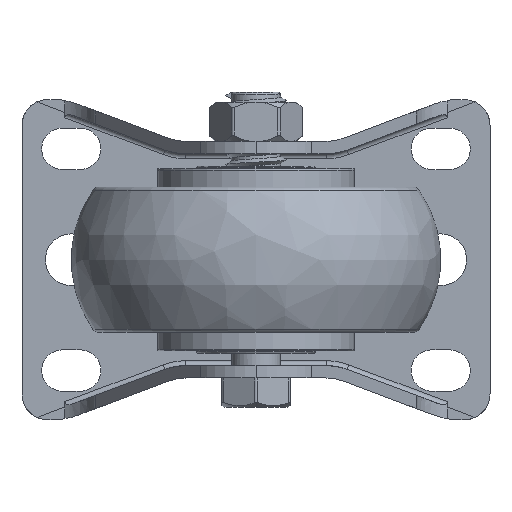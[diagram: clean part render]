
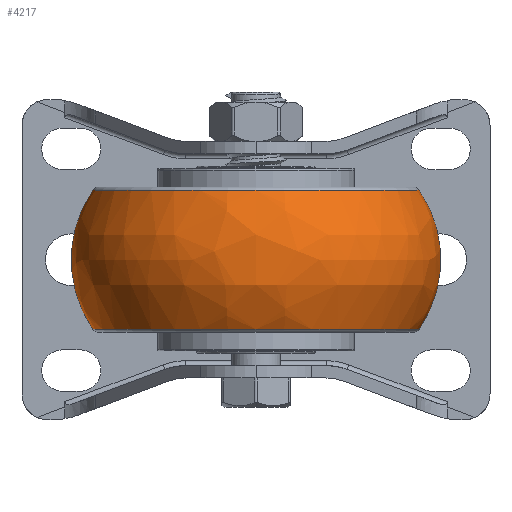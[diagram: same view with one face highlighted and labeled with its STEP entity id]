
A CAD part, front view. The second image highlights one B-rep face of the part: STEP entity #4217.
In plain terms, the highlighted free-form (B-spline) face has degree [3, 3] with [7, 4] control points.
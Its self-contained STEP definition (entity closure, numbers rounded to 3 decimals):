
#3628=CARTESIAN_POINT('',(0.,14.134,0.));
#3629=DIRECTION('',(0.,1.,0.));
#3630=DIRECTION('',(1.,0.,0.));
#3631=AXIS2_PLACEMENT_3D('',#3628,#3629,#3630);
#3633=CARTESIAN_POINT('',(-12.57,0.,0.));
#3634=DIRECTION('',(0.,0.,1.));
#3635=DIRECTION('',(-0.824,0.567,0.));
#3636=AXIS2_PLACEMENT_3D('',#3633,#3634,#3635);
#3638=CARTESIAN_POINT('',(0.,-14.134,0.));
#3639=DIRECTION('',(0.,-1.,0.));
#3640=DIRECTION('',(-1.,0.,0.));
#3641=AXIS2_PLACEMENT_3D('',#3638,#3639,#3640);
#3643=CARTESIAN_POINT('',(12.57,0.,0.));
#3644=DIRECTION('',(0.,0.,1.));
#3645=DIRECTION('',(0.824,-0.567,0.));
#3646=AXIS2_PLACEMENT_3D('',#3643,#3644,#3645);
#3735=CARTESIAN_POINT('',(-33.106,14.134,0.));
#3736=CARTESIAN_POINT('',(33.106,14.134,0.));
#3737=VERTEX_POINT('',#3735);
#3738=VERTEX_POINT('',#3736);
#3743=CARTESIAN_POINT('',(33.106,-14.134,0.));
#3744=CARTESIAN_POINT('',(-33.106,-14.134,
0.));
#3745=VERTEX_POINT('',#3743);
#3746=VERTEX_POINT('',#3744);
#4181=CARTESIAN_POINT('',(-32.695,14.625,2.057));
#4182=CARTESIAN_POINT('',(-39.232,5.583,2.468));
#4183=CARTESIAN_POINT('',(-39.232,-5.583,
2.468));
#4184=CARTESIAN_POINT('',(-32.695,-14.625,
2.057));
#4185=CARTESIAN_POINT('',(-33.961,14.625,
-18.063));
#4186=CARTESIAN_POINT('',(-40.751,5.583,
-21.675));
#4187=CARTESIAN_POINT('',(-40.751,-5.583,
-21.675));
#4188=CARTESIAN_POINT('',(-33.961,-14.625,
-18.063));
#4189=CARTESIAN_POINT('',(-20.16,14.625,
-32.76));
#4190=CARTESIAN_POINT('',(-24.191,5.583,
-39.309));
#4191=CARTESIAN_POINT('',(-24.191,-5.583,
-39.309));
#4192=CARTESIAN_POINT('',(-20.16,-14.625,
-32.76));
#4193=CARTESIAN_POINT('',(0.,14.625,
-32.76));
#4194=CARTESIAN_POINT('',(0.,5.583,
-39.309));
#4195=CARTESIAN_POINT('',(0.,-5.583,
-39.309));
#4196=CARTESIAN_POINT('',(0.,-14.625,
-32.76));
#4197=CARTESIAN_POINT('',(20.16,14.625,-32.76));
#4198=CARTESIAN_POINT('',(24.191,5.583,-39.309));
#4199=CARTESIAN_POINT('',(24.191,-5.583,
-39.309));
#4200=CARTESIAN_POINT('',(20.16,-14.625,
-32.76));
#4201=CARTESIAN_POINT('',(33.961,14.625,-18.063));
#4202=CARTESIAN_POINT('',(40.751,5.583,-21.675));
#4203=CARTESIAN_POINT('',(40.751,-5.583,
-21.675));
#4204=CARTESIAN_POINT('',(33.961,-14.625,
-18.063));
#4205=CARTESIAN_POINT('',(32.695,14.625,2.057));
#4206=CARTESIAN_POINT('',(39.232,5.583,2.468));
#4207=CARTESIAN_POINT('',(39.232,-5.583,2.468));
#4208=CARTESIAN_POINT('',(32.695,-14.625,2.057));
#4209=(BOUNDED_SURFACE()B_SPLINE_SURFACE(3,3,((#4181,#4182,#4183,#4184),(#4185,
#4186,#4187,#4188),(#4189,#4190,#4191,#4192),(#4193,#4194,#4195,#4196),(#4197,
#4198,#4199,#4200),(#4201,#4202,#4203,#4204),(#4205,#4206,#4207,#4208)),
.UNSPECIFIED.,.F.,.F.,.F.)B_SPLINE_SURFACE_WITH_KNOTS((4,3,4),(4,4),(0.,1.,
2.),(0.,1.),.UNSPECIFIED.)GEOMETRIC_REPRESENTATION_ITEM()RATIONAL_B_SPLINE_SURFACE(((1.312,1.146,1.146,1.312),(
1.036,0.905,0.905,1.036),(
1.036,0.905,0.905,1.036),(
1.312,1.146,1.146,1.312),(
1.036,0.905,0.905,1.036),(
1.036,0.905,0.905,1.036),(
1.312,1.146,1.146,1.312)))REPRESENTATION_ITEM('')SURFACE());
#4211=ORIENTED_EDGE('',*,*,#4210,.T.);
#4212=ORIENTED_EDGE('',*,*,#3782,.T.);
#4213=ORIENTED_EDGE('',*,*,#4175,.T.);
#4214=ORIENTED_EDGE('',*,*,#3778,.T.);
#4215=EDGE_LOOP('',(#4211,#4212,#4213,#4214));
#4216=FACE_OUTER_BOUND('',#4215,.F.);
#3632=CIRCLE('',#3631,33.106);
#3637=CIRCLE('',#3636,24.93);
#3642=CIRCLE('',#3641,33.106);
#3647=CIRCLE('',#3646,24.93);
#3778=EDGE_CURVE('',#3745,#3738,#3647,.T.);
#3782=EDGE_CURVE('',#3737,#3746,#3637,.T.);
#4175=EDGE_CURVE('',#3746,#3745,#3642,.T.);
#4210=EDGE_CURVE('',#3738,#3737,#3632,.T.);
#4217=ADVANCED_FACE('',(#4216),#4209,.T.);
